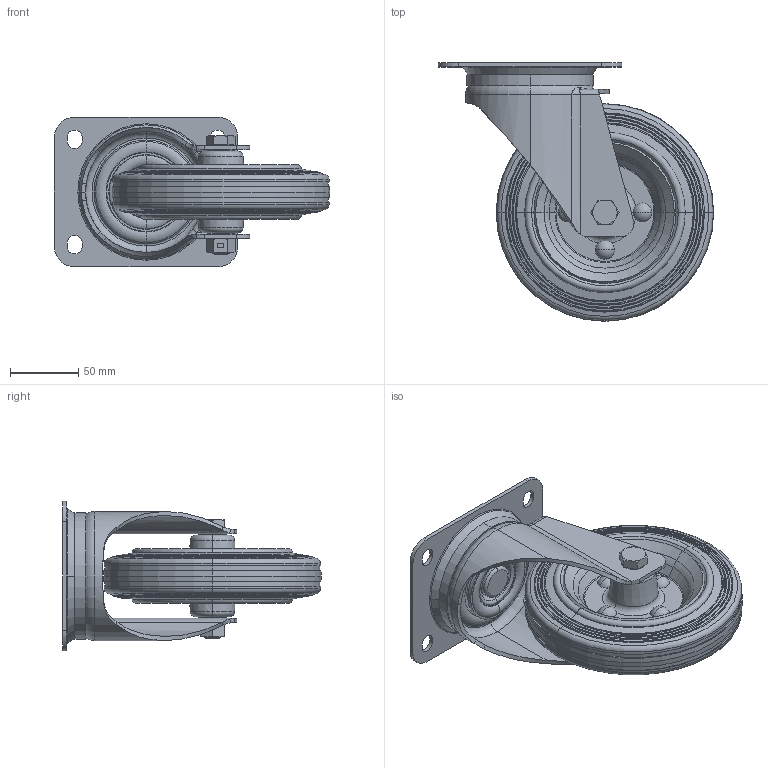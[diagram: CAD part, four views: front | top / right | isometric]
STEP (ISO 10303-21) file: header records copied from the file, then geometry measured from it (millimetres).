
FILE_DESCRIPTION (( 'STEP AP214' ), '1' );
FILE_NAME ('0056299.step', '2023-10-20T10:09:00', ( '' ), ( '' ), 'SwSTEP 2.0', 'SolidWorks 2020', '' );
FILE_SCHEMA (( 'AUTOMOTIVE_DESIGN' ));
Length unit declared in the file: millimetre
Products named in the file (1): 0056299
Bounding box: 202.5 x 190 x 110 mm (x, y, z)
Volume: 669373.5 mm3; surface area: 226776 mm2
Topology: 32 solids, 32 shells, 675 faces, 1512 edges, 892 vertices
Faces by surface type: torus 172, plane 154, cone 150, cylinder 94, bspline 81, sphere 24
Entity records: 30173 total; most frequent: CARTESIAN_POINT 7959, DIRECTION 3076, ORIENTED_EDGE 2896, EDGE_CURVE 1448, AXIS2_PLACEMENT_3D 1326, VERTEX_POINT 868, EDGE_LOOP 762, CIRCLE 731
